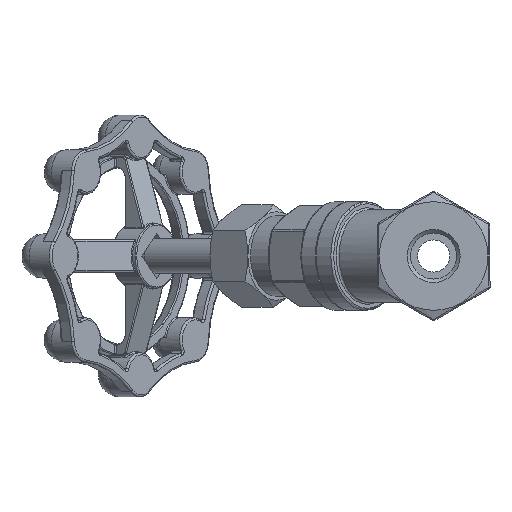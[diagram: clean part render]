
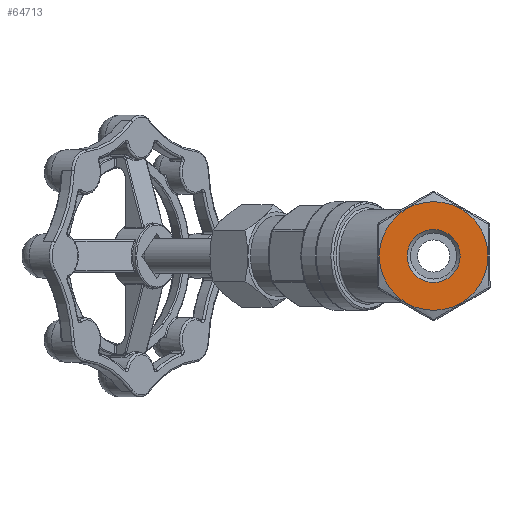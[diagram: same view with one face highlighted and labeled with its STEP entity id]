
A CAD part, left-side view. The second image highlights one B-rep face of the part: STEP entity #64713.
In plain terms, the highlighted planar face has unit normal (-1, 0, 0).
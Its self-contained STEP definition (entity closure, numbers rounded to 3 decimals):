
#1573 = EDGE_CURVE ( 'NONE', #59311, #59311, #7110, .T. ) ;
#1905 = EDGE_CURVE ( 'NONE', #59306, #59306, #63914, .T. ) ;
#2760 = AXIS2_PLACEMENT_3D ( 'NONE', #12285, #12283, #12279 ) ;
#7110 = CIRCLE ( 'NONE', #24658, 6.58 ) ;
#11604 = AXIS2_PLACEMENT_3D ( 'NONE', #40281, #40081, #40544 ) ;
#12279 = DIRECTION ( 'NONE',  ( 0., 0., -1. ) ) ;
#12283 = DIRECTION ( 'NONE',  ( 1., 0., 0. ) ) ;
#12285 = CARTESIAN_POINT ( 'NONE',  ( 0., 0., 0. ) ) ;
#12290 = PLANE ( 'NONE',  #2760 ) ;
#24658 = AXIS2_PLACEMENT_3D ( 'NONE', #53841, #52735, #53878 ) ;
#30648 = ORIENTED_EDGE ( 'NONE', *, *, #1905, .F. ) ;
#30696 = ORIENTED_EDGE ( 'NONE', *, *, #1573, .F. ) ;
#34915 = EDGE_LOOP ( 'NONE', ( #30648 ) ) ;
#34919 = EDGE_LOOP ( 'NONE', ( #30696 ) ) ;
#40081 = DIRECTION ( 'NONE',  ( 1., 0., 0. ) ) ;
#40281 = CARTESIAN_POINT ( 'NONE',  ( 0., 0., 0. ) ) ;
#40544 = DIRECTION ( 'NONE',  ( 0., 0., -1. ) ) ;
#52735 = DIRECTION ( 'NONE',  ( -1., 0., 0. ) ) ;
#53841 = CARTESIAN_POINT ( 'NONE',  ( 0., 0., 0. ) ) ;
#53878 = DIRECTION ( 'NONE',  ( 0., 0., 1. ) ) ;
#59242 = FACE_BOUND ( 'NONE', #34919, .T. ) ;
#59243 = FACE_OUTER_BOUND ( 'NONE', #34915, .T. ) ;
#59306 = VERTEX_POINT ( 'NONE', #60449 ) ;
#59311 = VERTEX_POINT ( 'NONE', #60444 ) ;
#60444 = CARTESIAN_POINT ( 'NONE',  ( 0., 0., 6.58 ) ) ;
#60449 = CARTESIAN_POINT ( 'NONE',  ( 0., 0., -13.5 ) ) ;
#63914 = CIRCLE ( 'NONE', #11604, 13.5 ) ;
#64713 = ADVANCED_FACE ( 'NONE', ( #59243, #59242 ), #12290, .F. ) ;
